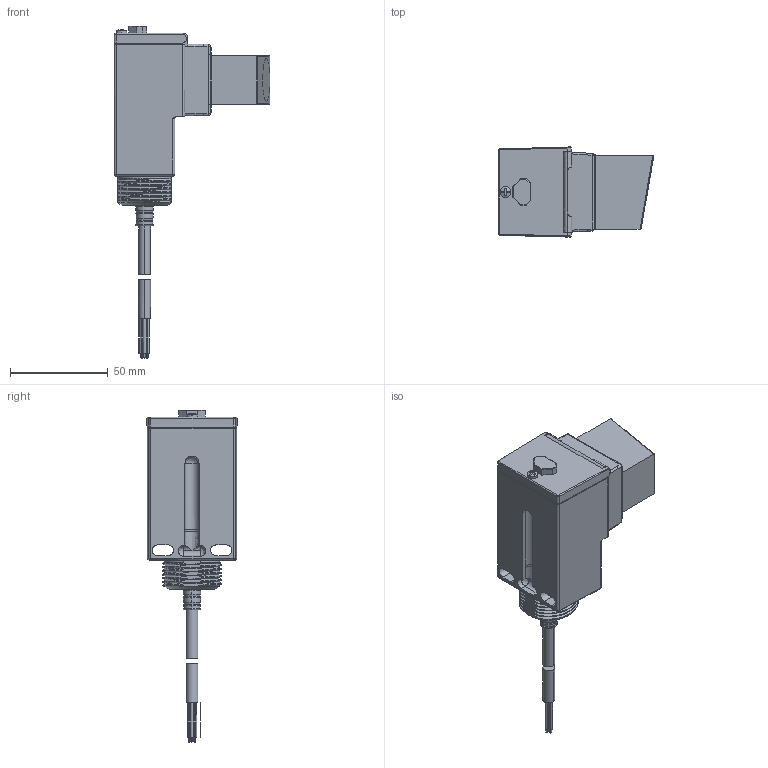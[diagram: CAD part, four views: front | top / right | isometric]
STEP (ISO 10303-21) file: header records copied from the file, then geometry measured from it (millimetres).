
FILE_DESCRIPTION( ('This file contains a STEP AP42 implementation' ,'as created by ZW3D STEP Interface translator.') ,'2;1' );
FILE_NAME( 'RP74-SXXXXX-CYXC5L2.stp' ,'21 125.112044', (''), ('ZWCAD Software Co.'), 'Version 1.0', 'ZW3D to STEP translator', '' );
FILE_SCHEMA(('AUTOMOTIVE_DESIGN'));
Length unit declared in the file: millimetre
Products named in the file (2): 0; RP74-SXXXXX-CYXC5L2
Bounding box: 79.49 x 46.04 x 169.7 mm (x, y, z)
Volume: 160244.8 mm3; surface area: 28487.2 mm2
Topology: 4 solids, 4 shells, 406 faces, 1023 edges, 624 vertices
Faces by surface type: bspline 406
Entity records: 18985 total; most frequent: CARTESIAN_POINT 12863, ORIENTED_EDGE 2004, EDGE_CURVE 1002, B_SPLINE_CURVE_WITH_KNOTS 644, VERTEX_POINT 624, EDGE_LOOP 430, FACE_OUTER_BOUND 406, ADVANCED_FACE 406
